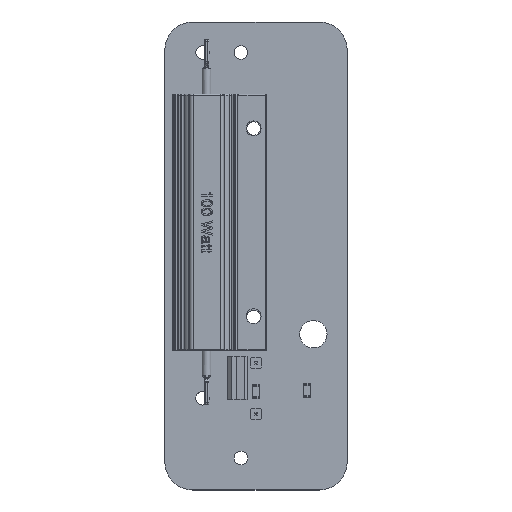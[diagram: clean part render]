
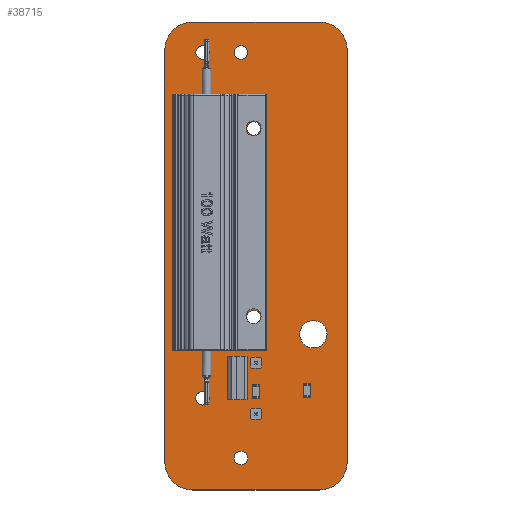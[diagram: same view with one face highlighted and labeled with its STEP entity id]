
A CAD part, top view. The second image highlights one B-rep face of the part: STEP entity #38715.
In plain terms, the highlighted planar face has unit normal (0, 0, 1).
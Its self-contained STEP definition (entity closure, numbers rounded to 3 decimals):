
#38434 = VERTEX_POINT('',#38435);
#38435 = CARTESIAN_POINT('',(93.404,-22.846,1.51));
#38441 = EDGE_CURVE('',#38434,#38442,#38444,.T.);
#38442 = VERTEX_POINT('',#38443);
#38443 = CARTESIAN_POINT('',(99.904,-29.346,1.51));
#38444 = CIRCLE('',#38445,6.5);
#38445 = AXIS2_PLACEMENT_3D('',#38446,#38447,#38448);
#38446 = CARTESIAN_POINT('',(93.404,-29.346,1.51));
#38447 = DIRECTION('',(0.,0.,-1.));
#38448 = DIRECTION('',(0.,1.,0.));
#38476 = VERTEX_POINT('',#38477);
#38477 = CARTESIAN_POINT('',(63.7,-22.846,1.51));
#38483 = EDGE_CURVE('',#38476,#38434,#38484,.T.);
#38484 = LINE('',#38485,#38486);
#38485 = CARTESIAN_POINT('',(63.7,-22.846,1.51));
#38486 = VECTOR('',#38487,1.);
#38487 = DIRECTION('',(1.,0.,0.));
#38505 = EDGE_CURVE('',#38442,#38506,#38508,.T.);
#38506 = VERTEX_POINT('',#38507);
#38507 = CARTESIAN_POINT('',(99.904,-126.,1.51));
#38508 = LINE('',#38509,#38510);
#38509 = CARTESIAN_POINT('',(99.904,-29.346,1.51));
#38510 = VECTOR('',#38511,1.);
#38511 = DIRECTION('',(0.,-1.,0.));
#38715 = ADVANCED_FACE('',(#38716,#38762,#38773,#38784,#38795,#38806,
    #38817,#38828,#38839,#38850,#38861,#38872,#38883),#38894,.T.);
#38716 = FACE_BOUND('',#38717,.T.);
#38717 = EDGE_LOOP('',(#38718,#38719,#38720,#38729,#38737,#38746,#38754,
    #38761));
#38718 = ORIENTED_EDGE('',*,*,#38441,.F.);
#38719 = ORIENTED_EDGE('',*,*,#38483,.F.);
#38720 = ORIENTED_EDGE('',*,*,#38721,.F.);
#38721 = EDGE_CURVE('',#38722,#38476,#38724,.T.);
#38722 = VERTEX_POINT('',#38723);
#38723 = CARTESIAN_POINT('',(57.2,-29.346,1.51));
#38724 = CIRCLE('',#38725,6.5);
#38725 = AXIS2_PLACEMENT_3D('',#38726,#38727,#38728);
#38726 = CARTESIAN_POINT('',(63.7,-29.346,1.51));
#38727 = DIRECTION('',(0.,0.,-1.));
#38728 = DIRECTION('',(-1.,0.,0.));
#38729 = ORIENTED_EDGE('',*,*,#38730,.F.);
#38730 = EDGE_CURVE('',#38731,#38722,#38733,.T.);
#38731 = VERTEX_POINT('',#38732);
#38732 = CARTESIAN_POINT('',(57.2,-126.,1.51));
#38733 = LINE('',#38734,#38735);
#38734 = CARTESIAN_POINT('',(57.2,-126.,1.51));
#38735 = VECTOR('',#38736,1.);
#38736 = DIRECTION('',(0.,1.,0.));
#38737 = ORIENTED_EDGE('',*,*,#38738,.F.);
#38738 = EDGE_CURVE('',#38739,#38731,#38741,.T.);
#38739 = VERTEX_POINT('',#38740);
#38740 = CARTESIAN_POINT('',(63.7,-132.5,1.51));
#38741 = CIRCLE('',#38742,6.5);
#38742 = AXIS2_PLACEMENT_3D('',#38743,#38744,#38745);
#38743 = CARTESIAN_POINT('',(63.7,-126.,1.51));
#38744 = DIRECTION('',(0.,0.,-1.));
#38745 = DIRECTION('',(0.,-1.,-0.));
#38746 = ORIENTED_EDGE('',*,*,#38747,.F.);
#38747 = EDGE_CURVE('',#38748,#38739,#38750,.T.);
#38748 = VERTEX_POINT('',#38749);
#38749 = CARTESIAN_POINT('',(93.404,-132.5,1.51));
#38750 = LINE('',#38751,#38752);
#38751 = CARTESIAN_POINT('',(93.404,-132.5,1.51));
#38752 = VECTOR('',#38753,1.);
#38753 = DIRECTION('',(-1.,0.,0.));
#38754 = ORIENTED_EDGE('',*,*,#38755,.F.);
#38755 = EDGE_CURVE('',#38506,#38748,#38756,.T.);
#38756 = CIRCLE('',#38757,6.5);
#38757 = AXIS2_PLACEMENT_3D('',#38758,#38759,#38760);
#38758 = CARTESIAN_POINT('',(93.404,-126.,1.51));
#38759 = DIRECTION('',(0.,0.,-1.));
#38760 = DIRECTION('',(1.,0.,0.));
#38761 = ORIENTED_EDGE('',*,*,#38505,.F.);
#38762 = FACE_BOUND('',#38763,.T.);
#38763 = EDGE_LOOP('',(#38764));
#38764 = ORIENTED_EDGE('',*,*,#38765,.T.);
#38765 = EDGE_CURVE('',#38766,#38766,#38768,.T.);
#38766 = VERTEX_POINT('',#38767);
#38767 = CARTESIAN_POINT('',(66.,-112.6,1.51));
#38768 = CIRCLE('',#38769,1.6);
#38769 = AXIS2_PLACEMENT_3D('',#38770,#38771,#38772);
#38770 = CARTESIAN_POINT('',(66.,-111.,1.51));
#38771 = DIRECTION('',(-0.,0.,-1.));
#38772 = DIRECTION('',(-0.,-1.,0.));
#38773 = FACE_BOUND('',#38774,.T.);
#38774 = EDGE_LOOP('',(#38775));
#38775 = ORIENTED_EDGE('',*,*,#38776,.T.);
#38776 = EDGE_CURVE('',#38777,#38777,#38779,.T.);
#38777 = VERTEX_POINT('',#38778);
#38778 = CARTESIAN_POINT('',(75.,-126.6,1.51));
#38779 = CIRCLE('',#38780,1.6);
#38780 = AXIS2_PLACEMENT_3D('',#38781,#38782,#38783);
#38781 = CARTESIAN_POINT('',(75.,-125.,1.51));
#38782 = DIRECTION('',(-0.,0.,-1.));
#38783 = DIRECTION('',(-0.,-1.,0.));
#38784 = FACE_BOUND('',#38785,.T.);
#38785 = EDGE_LOOP('',(#38786));
#38786 = ORIENTED_EDGE('',*,*,#38787,.T.);
#38787 = EDGE_CURVE('',#38788,#38788,#38790,.T.);
#38788 = VERTEX_POINT('',#38789);
#38789 = CARTESIAN_POINT('',(78.564,-115.179,1.51));
#38790 = CIRCLE('',#38791,0.5);
#38791 = AXIS2_PLACEMENT_3D('',#38792,#38793,#38794);
#38792 = CARTESIAN_POINT('',(78.564,-114.679,1.51));
#38793 = DIRECTION('',(-0.,0.,-1.));
#38794 = DIRECTION('',(-0.,-1.,0.));
#38795 = FACE_BOUND('',#38796,.T.);
#38796 = EDGE_LOOP('',(#38797));
#38797 = ORIENTED_EDGE('',*,*,#38798,.T.);
#38798 = EDGE_CURVE('',#38799,#38799,#38801,.T.);
#38799 = VERTEX_POINT('',#38800);
#38800 = CARTESIAN_POINT('',(73.25,-109.39,1.51));
#38801 = CIRCLE('',#38802,0.6);
#38802 = AXIS2_PLACEMENT_3D('',#38803,#38804,#38805);
#38803 = CARTESIAN_POINT('',(73.25,-108.79,1.51));
#38804 = DIRECTION('',(-0.,0.,-1.));
#38805 = DIRECTION('',(-0.,-1.,0.));
#38806 = FACE_BOUND('',#38807,.T.);
#38807 = EDGE_LOOP('',(#38808));
#38808 = ORIENTED_EDGE('',*,*,#38809,.T.);
#38809 = EDGE_CURVE('',#38810,#38810,#38812,.T.);
#38810 = VERTEX_POINT('',#38811);
#38811 = CARTESIAN_POINT('',(73.25,-106.85,1.51));
#38812 = CIRCLE('',#38813,0.6);
#38813 = AXIS2_PLACEMENT_3D('',#38814,#38815,#38816);
#38814 = CARTESIAN_POINT('',(73.25,-106.25,1.51));
#38815 = DIRECTION('',(-0.,0.,-1.));
#38816 = DIRECTION('',(-0.,-1.,0.));
#38817 = FACE_BOUND('',#38818,.T.);
#38818 = EDGE_LOOP('',(#38819));
#38819 = ORIENTED_EDGE('',*,*,#38820,.T.);
#38820 = EDGE_CURVE('',#38821,#38821,#38823,.T.);
#38821 = VERTEX_POINT('',#38822);
#38822 = CARTESIAN_POINT('',(73.25,-104.31,1.51));
#38823 = CIRCLE('',#38824,0.6);
#38824 = AXIS2_PLACEMENT_3D('',#38825,#38826,#38827);
#38825 = CARTESIAN_POINT('',(73.25,-103.71,1.51));
#38826 = DIRECTION('',(-0.,0.,-1.));
#38827 = DIRECTION('',(-0.,-1.,0.));
#38828 = FACE_BOUND('',#38829,.T.);
#38829 = EDGE_LOOP('',(#38830));
#38830 = ORIENTED_EDGE('',*,*,#38831,.T.);
#38831 = EDGE_CURVE('',#38832,#38832,#38834,.T.);
#38832 = VERTEX_POINT('',#38833);
#38833 = CARTESIAN_POINT('',(78.556,-103.179,1.51));
#38834 = CIRCLE('',#38835,0.5);
#38835 = AXIS2_PLACEMENT_3D('',#38836,#38837,#38838);
#38836 = CARTESIAN_POINT('',(78.556,-102.679,1.51));
#38837 = DIRECTION('',(-0.,0.,-1.));
#38838 = DIRECTION('',(-0.,-1.,0.));
#38839 = FACE_BOUND('',#38840,.T.);
#38840 = EDGE_LOOP('',(#38841));
#38841 = ORIENTED_EDGE('',*,*,#38842,.T.);
#38842 = EDGE_CURVE('',#38843,#38843,#38845,.T.);
#38843 = VERTEX_POINT('',#38844);
#38844 = CARTESIAN_POINT('',(78.,-93.6,1.51));
#38845 = CIRCLE('',#38846,1.6);
#38846 = AXIS2_PLACEMENT_3D('',#38847,#38848,#38849);
#38847 = CARTESIAN_POINT('',(78.,-92.,1.51));
#38848 = DIRECTION('',(-0.,0.,-1.));
#38849 = DIRECTION('',(-0.,-1.,0.));
#38850 = FACE_BOUND('',#38851,.T.);
#38851 = EDGE_LOOP('',(#38852));
#38852 = ORIENTED_EDGE('',*,*,#38853,.T.);
#38853 = EDGE_CURVE('',#38854,#38854,#38856,.T.);
#38854 = VERTEX_POINT('',#38855);
#38855 = CARTESIAN_POINT('',(92.,-99.2,1.51));
#38856 = CIRCLE('',#38857,3.2);
#38857 = AXIS2_PLACEMENT_3D('',#38858,#38859,#38860);
#38858 = CARTESIAN_POINT('',(92.,-96.,1.51));
#38859 = DIRECTION('',(-0.,0.,-1.));
#38860 = DIRECTION('',(-0.,-1.,0.));
#38861 = FACE_BOUND('',#38862,.T.);
#38862 = EDGE_LOOP('',(#38863));
#38863 = ORIENTED_EDGE('',*,*,#38864,.T.);
#38864 = EDGE_CURVE('',#38865,#38865,#38867,.T.);
#38865 = VERTEX_POINT('',#38866);
#38866 = CARTESIAN_POINT('',(66.,-31.6,1.51));
#38867 = CIRCLE('',#38868,1.6);
#38868 = AXIS2_PLACEMENT_3D('',#38869,#38870,#38871);
#38869 = CARTESIAN_POINT('',(66.,-30.,1.51));
#38870 = DIRECTION('',(-0.,0.,-1.));
#38871 = DIRECTION('',(-0.,-1.,0.));
#38872 = FACE_BOUND('',#38873,.T.);
#38873 = EDGE_LOOP('',(#38874));
#38874 = ORIENTED_EDGE('',*,*,#38875,.T.);
#38875 = EDGE_CURVE('',#38876,#38876,#38878,.T.);
#38876 = VERTEX_POINT('',#38877);
#38877 = CARTESIAN_POINT('',(78.,-49.394,1.51));
#38878 = CIRCLE('',#38879,1.6);
#38879 = AXIS2_PLACEMENT_3D('',#38880,#38881,#38882);
#38880 = CARTESIAN_POINT('',(78.,-47.794,1.51));
#38881 = DIRECTION('',(-0.,0.,-1.));
#38882 = DIRECTION('',(-0.,-1.,0.));
#38883 = FACE_BOUND('',#38884,.T.);
#38884 = EDGE_LOOP('',(#38885));
#38885 = ORIENTED_EDGE('',*,*,#38886,.T.);
#38886 = EDGE_CURVE('',#38887,#38887,#38889,.T.);
#38887 = VERTEX_POINT('',#38888);
#38888 = CARTESIAN_POINT('',(75.,-31.6,1.51));
#38889 = CIRCLE('',#38890,1.6);
#38890 = AXIS2_PLACEMENT_3D('',#38891,#38892,#38893);
#38891 = CARTESIAN_POINT('',(75.,-30.,1.51));
#38892 = DIRECTION('',(-0.,0.,-1.));
#38893 = DIRECTION('',(-0.,-1.,0.));
#38894 = PLANE('',#38895);
#38895 = AXIS2_PLACEMENT_3D('',#38896,#38897,#38898);
#38896 = CARTESIAN_POINT('',(0.,0.,1.51));
#38897 = DIRECTION('',(0.,0.,1.));
#38898 = DIRECTION('',(1.,0.,-0.));
